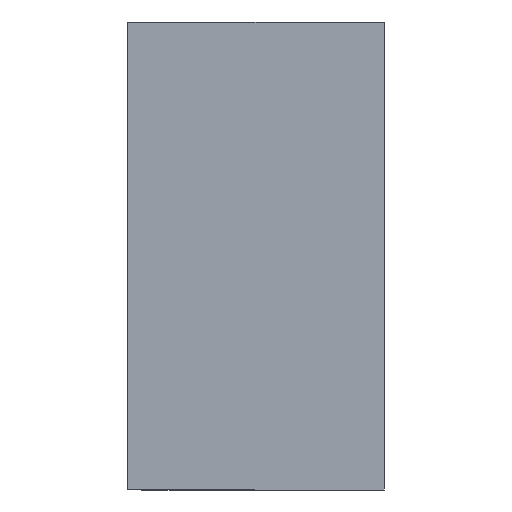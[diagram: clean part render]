
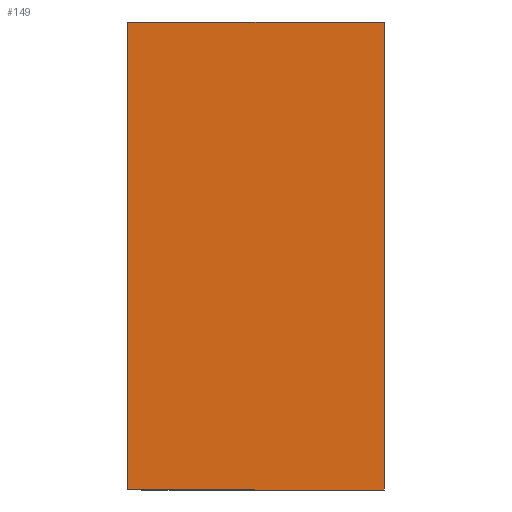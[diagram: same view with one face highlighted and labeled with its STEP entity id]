
A CAD part, front view. The second image highlights one B-rep face of the part: STEP entity #149.
In plain terms, the highlighted planar face has unit normal (0, -1, 0).
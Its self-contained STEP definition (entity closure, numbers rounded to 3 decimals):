
#2 = EDGE_CURVE ( 'NONE', #27, #92, #410, .T. ) ;
#27 = VERTEX_POINT ( 'NONE', #204 ) ;
#40 = VECTOR ( 'NONE', #365, 1000. ) ;
#61 = DIRECTION ( 'NONE',  ( 1., 0., 0. ) ) ;
#69 = FACE_OUTER_BOUND ( 'NONE', #220, .T. ) ;
#81 = ORIENTED_EDGE ( 'NONE', *, *, #227, .F. ) ;
#87 = VECTOR ( 'NONE', #61, 1000. ) ;
#92 = VERTEX_POINT ( 'NONE', #455 ) ;
#107 = CARTESIAN_POINT ( 'NONE',  ( 115., 0., -210. ) ) ;
#148 = PLANE ( 'NONE',  #385 ) ;
#149 = ADVANCED_FACE ( 'NONE', ( #69 ), #148, .F. ) ;
#174 = EDGE_CURVE ( 'NONE', #92, #266, #357, .T. ) ;
#187 = CARTESIAN_POINT ( 'NONE',  ( 115., 0., -210. ) ) ;
#194 = EDGE_CURVE ( 'NONE', #266, #295, #466, .T. ) ;
#204 = CARTESIAN_POINT ( 'NONE',  ( -115., 0., 210. ) ) ;
#206 = ORIENTED_EDGE ( 'NONE', *, *, #174, .F. ) ;
#220 = EDGE_LOOP ( 'NONE', ( #81, #297, #206, #367 ) ) ;
#227 = EDGE_CURVE ( 'NONE', #295, #27, #384, .T. ) ;
#237 = CARTESIAN_POINT ( 'NONE',  ( 115., 0., 210. ) ) ;
#242 = DIRECTION ( 'NONE',  ( -1., 0., 0. ) ) ;
#247 = CARTESIAN_POINT ( 'NONE',  ( 0., 0., 0. ) ) ;
#266 = VERTEX_POINT ( 'NONE', #187 ) ;
#295 = VERTEX_POINT ( 'NONE', #372 ) ;
#297 = ORIENTED_EDGE ( 'NONE', *, *, #194, .F. ) ;
#299 = VECTOR ( 'NONE', #242, 1000. ) ;
#340 = VECTOR ( 'NONE', #366, 1000. ) ;
#357 = LINE ( 'NONE', #359, #40 ) ;
#359 = CARTESIAN_POINT ( 'NONE',  ( 115., 0., 210. ) ) ;
#365 = DIRECTION ( 'NONE',  ( 0., 0., -1. ) ) ;
#366 = DIRECTION ( 'NONE',  ( 0., 0., 1. ) ) ;
#367 = ORIENTED_EDGE ( 'NONE', *, *, #2, .F. ) ;
#372 = CARTESIAN_POINT ( 'NONE',  ( -115., 0., -210. ) ) ;
#384 = LINE ( 'NONE', #440, #340 ) ;
#385 = AXIS2_PLACEMENT_3D ( 'NONE', #247, #396, #390 ) ;
#390 = DIRECTION ( 'NONE',  ( 0., 0., 1. ) ) ;
#396 = DIRECTION ( 'NONE',  ( 0., 1., 0. ) ) ;
#410 = LINE ( 'NONE', #237, #87 ) ;
#440 = CARTESIAN_POINT ( 'NONE',  ( -115., 0., 210. ) ) ;
#455 = CARTESIAN_POINT ( 'NONE',  ( 115., 0., 210. ) ) ;
#466 = LINE ( 'NONE', #107, #299 ) ;
